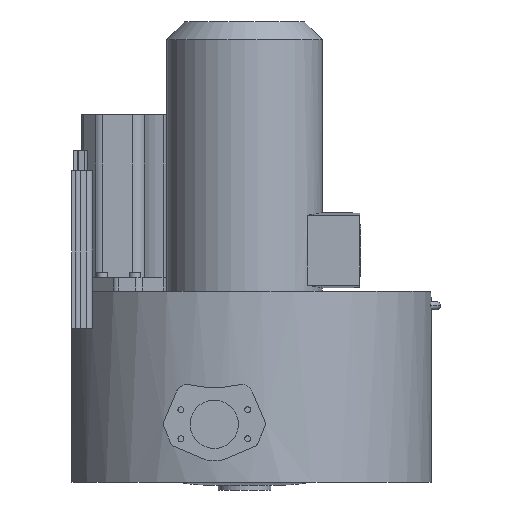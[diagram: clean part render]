
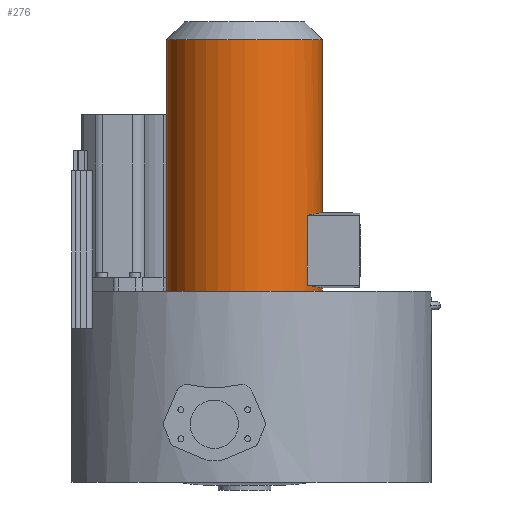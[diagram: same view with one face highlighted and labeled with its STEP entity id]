
A CAD part, front view. The second image highlights one B-rep face of the part: STEP entity #276.
In plain terms, the highlighted cylindrical face has radius 88.7 mm (diameter 177.4 mm), a partial arc.
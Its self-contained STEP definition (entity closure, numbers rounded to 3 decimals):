
#276=ADVANCED_FACE('',(#567),#469,.T.);
#469=CYLINDRICAL_SURFACE('',#3863,88.7);
#567=FACE_OUTER_BOUND('',#745,.T.);
#745=EDGE_LOOP('',(#1271,#1272,#1273,#1274,#1275,#1276,#1277,#1278));
#974=CIRCLE('',#3861,88.7);
#975=CIRCLE('',#3862,88.7);
#1244=B_SPLINE_CURVE_WITH_KNOTS('',3,(#5543,#5544,#5545,#5546,#5547,#5548),
 .UNSPECIFIED.,.F.,.F.,(4,2,4),(0.,0.5,1.),.UNSPECIFIED.);
#1245=B_SPLINE_CURVE_WITH_KNOTS('',3,(#5551,#5552,#5553,#5554,#5555,#5556),
 .UNSPECIFIED.,.F.,.F.,(4,2,4),(0.,0.5,1.),.UNSPECIFIED.);
#1271=ORIENTED_EDGE('',*,*,#2794,.T.);
#1272=ORIENTED_EDGE('',*,*,#2795,.T.);
#1273=ORIENTED_EDGE('',*,*,#2786,.T.);
#1274=ORIENTED_EDGE('',*,*,#2796,.T.);
#1275=ORIENTED_EDGE('',*,*,#2792,.F.);
#1276=ORIENTED_EDGE('',*,*,#2797,.F.);
#1277=ORIENTED_EDGE('',*,*,#2790,.T.);
#1278=ORIENTED_EDGE('',*,*,#2798,.T.);
#2389=VERTEX_POINT('',#5514);
#2390=VERTEX_POINT('',#5515);
#2393=VERTEX_POINT('',#5531);
#2394=VERTEX_POINT('',#5533);
#2395=VERTEX_POINT('',#5535);
#2396=VERTEX_POINT('',#5537);
#2397=VERTEX_POINT('',#5541);
#2398=VERTEX_POINT('',#5542);
#2786=EDGE_CURVE('',#2389,#2390,#3349,.T.);
#2790=EDGE_CURVE('',#2394,#2393,#3351,.T.);
#2792=EDGE_CURVE('',#2395,#2396,#3352,.T.);
#2794=EDGE_CURVE('',#2397,#2398,#3353,.T.);
#2795=EDGE_CURVE('',#2398,#2389,#1244,.T.);
#2796=EDGE_CURVE('',#2390,#2396,#974,.T.);
#2797=EDGE_CURVE('',#2394,#2395,#975,.T.);
#2798=EDGE_CURVE('',#2393,#2397,#1245,.T.);
#3349=LINE('',#5513,#3603);
#3351=LINE('',#5532,#3605);
#3352=LINE('',#5536,#3606);
#3353=LINE('',#5540,#3607);
#3603=VECTOR('',#4326,1.);
#3605=VECTOR('',#4328,1.);
#3606=VECTOR('',#4331,1.);
#3607=VECTOR('',#4336,1.);
#3861=AXIS2_PLACEMENT_3D('',#5549,#4337,#4338);
#3862=AXIS2_PLACEMENT_3D('',#5550,#4339,#4340);
#3863=AXIS2_PLACEMENT_3D('',#5557,#4341,#4342);
#4326=DIRECTION('',(0.,0.,1.));
#4328=DIRECTION('',(0.,0.,1.));
#4331=DIRECTION('',(0.,0.,1.));
#4336=DIRECTION('',(0.,0.,1.));
#4337=DIRECTION('',(0.,0.,-1.));
#4338=DIRECTION('',(1.,0.,0.));
#4339=DIRECTION('',(0.,0.,-1.));
#4340=DIRECTION('',(1.,0.,0.));
#4341=DIRECTION('',(0.,0.,1.));
#4342=DIRECTION('',(-1.,0.,0.));
#5513=CARTESIAN_POINT('',(88.7,0.,90.));
#5514=CARTESIAN_POINT('',(88.7,0.,181.434));
#5515=CARTESIAN_POINT('',(88.7,0.,378.9));
#5531=CARTESIAN_POINT('',(88.7,0.,95.966));
#5532=CARTESIAN_POINT('',(88.7,0.,90.));
#5533=CARTESIAN_POINT('',(88.7,0.,92.));
#5535=CARTESIAN_POINT('',(-88.7,0.,92.));
#5536=CARTESIAN_POINT('',(-88.7,0.,90.));
#5537=CARTESIAN_POINT('',(-88.7,0.,378.9));
#5540=CARTESIAN_POINT('',(71.597,-52.36,90.));
#5541=CARTESIAN_POINT('',(71.597,-52.36,98.807));
#5542=CARTESIAN_POINT('',(71.597,-52.36,178.593));
#5543=CARTESIAN_POINT('',(71.597,-52.36,178.593));
#5544=CARTESIAN_POINT('',(77.141,-44.778,179.425));
#5545=CARTESIAN_POINT('',(81.372,-36.53,180.148));
#5546=CARTESIAN_POINT('',(87.215,-18.689,181.168));
#5547=CARTESIAN_POINT('',(88.7,-9.432,181.443));
#5548=CARTESIAN_POINT('',(88.7,0.,181.434));
#5549=CARTESIAN_POINT('',(0.,0.,378.9));
#5550=CARTESIAN_POINT('',(0.,0.,92.));
#5551=CARTESIAN_POINT('',(88.7,0.,95.966));
#5552=CARTESIAN_POINT('',(88.7,-9.432,95.957));
#5553=CARTESIAN_POINT('',(87.233,-18.608,96.229));
#5554=CARTESIAN_POINT('',(81.404,-36.458,97.247));
#5555=CARTESIAN_POINT('',(77.142,-44.778,97.975));
#5556=CARTESIAN_POINT('',(71.597,-52.36,98.807));
#5557=CARTESIAN_POINT('',(0.,0.,90.));
